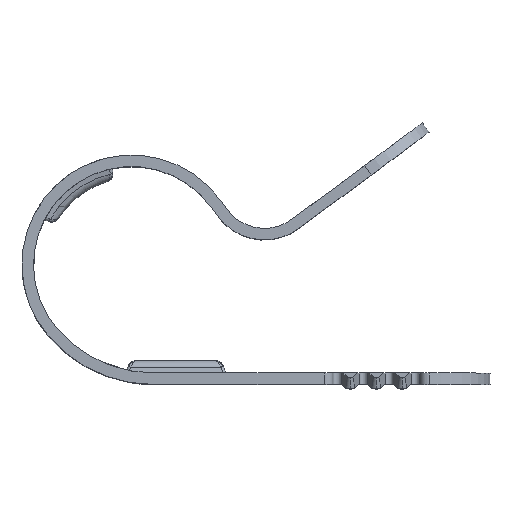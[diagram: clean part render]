
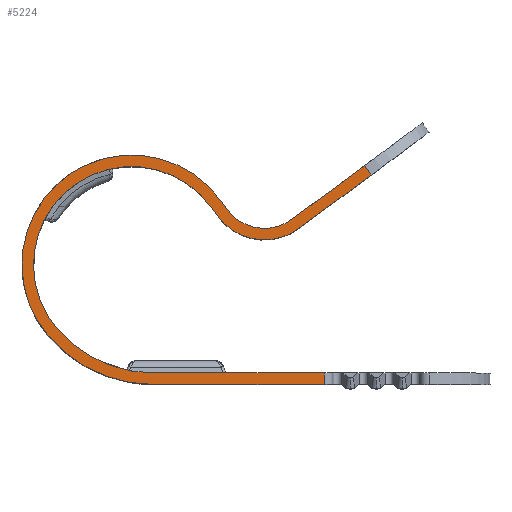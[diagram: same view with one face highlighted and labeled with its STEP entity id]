
A CAD part, top view. The second image highlights one B-rep face of the part: STEP entity #5224.
In plain terms, the highlighted planar face has unit normal (0, 0, 1).
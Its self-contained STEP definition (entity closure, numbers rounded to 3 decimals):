
#214=CIRCLE('',#5581,4.);
#215=CIRCLE('',#5584,9.6);
#218=CIRCLE('',#5588,7.6);
#220=CIRCLE('',#5591,8.8);
#222=CIRCLE('',#5595,6.8);
#228=CIRCLE('',#5606,3.2);
#2125=ORIENTED_EDGE('',*,*,#2909,.F.);
#2126=ORIENTED_EDGE('',*,*,#2914,.T.);
#2127=ORIENTED_EDGE('',*,*,#2917,.T.);
#2128=ORIENTED_EDGE('',*,*,#2906,.F.);
#2129=ORIENTED_EDGE('',*,*,#2894,.T.);
#2130=ORIENTED_EDGE('',*,*,#2888,.T.);
#2131=ORIENTED_EDGE('',*,*,#2865,.T.);
#2132=ORIENTED_EDGE('',*,*,#2708,.F.);
#2133=ORIENTED_EDGE('',*,*,#2881,.F.);
#2134=ORIENTED_EDGE('',*,*,#2898,.F.);
#2135=ORIENTED_EDGE('',*,*,#2903,.F.);
#2136=ORIENTED_EDGE('',*,*,#2899,.T.);
#2137=ORIENTED_EDGE('',*,*,#2887,.T.);
#2138=ORIENTED_EDGE('',*,*,#2919,.T.);
#2708=EDGE_CURVE('',#3282,#3283,#3667,.T.);
#2865=EDGE_CURVE('',#3386,#3283,#3775,.T.);
#2881=EDGE_CURVE('',#3393,#3282,#3789,.T.);
#2887=EDGE_CURVE('',#3395,#3397,#214,.T.);
#2888=EDGE_CURVE('',#3398,#3386,#215,.T.);
#2894=EDGE_CURVE('',#3400,#3398,#218,.T.);
#2898=EDGE_CURVE('',#3403,#3393,#220,.T.);
#2899=EDGE_CURVE('',#3404,#3395,#3798,.T.);
#2903=EDGE_CURVE('',#3404,#3403,#222,.T.);
#2906=EDGE_CURVE('',#3400,#3406,#3803,.T.);
#2909=EDGE_CURVE('',#3410,#3411,#3804,.T.);
#2914=EDGE_CURVE('',#3410,#3414,#3807,.T.);
#2917=EDGE_CURVE('',#3414,#3406,#228,.T.);
#2919=EDGE_CURVE('',#3397,#3411,#3810,.T.);
#3282=VERTEX_POINT('',#12008);
#3283=VERTEX_POINT('',#12010);
#3386=VERTEX_POINT('',#12323);
#3393=VERTEX_POINT('',#12348);
#3395=VERTEX_POINT('',#12357);
#3397=VERTEX_POINT('',#12361);
#3398=VERTEX_POINT('',#12366);
#3400=VERTEX_POINT('',#12373);
#3403=VERTEX_POINT('',#12382);
#3404=VERTEX_POINT('',#12386);
#3406=VERTEX_POINT('',#12395);
#3410=VERTEX_POINT('',#12406);
#3411=VERTEX_POINT('',#12407);
#3414=VERTEX_POINT('',#12415);
#3667=LINE('',#12009,#4062);
#3775=LINE('',#12322,#4170);
#3789=LINE('',#12349,#4184);
#3798=LINE('',#12385,#4193);
#3803=LINE('',#12398,#4198);
#3804=LINE('',#12405,#4199);
#3807=LINE('',#12417,#4202);
#3810=LINE('',#12425,#4205);
#4062=VECTOR('',#6325,1000.);
#4170=VECTOR('',#6637,1000.);
#4184=VECTOR('',#6661,1000.);
#4193=VECTOR('',#6704,1000.);
#4198=VECTOR('',#6717,1000.);
#4199=VECTOR('',#6726,1000.);
#4202=VECTOR('',#6735,1000.);
#4205=VECTOR('',#6748,1000.);
#4508=EDGE_LOOP('',(#2125,#2126,#2127,#2128,#2129,#2130,#2131,#2132,#2133,
#2134,#2135,#2136,#2137,#2138));
#4811=FACE_BOUND('',#4508,.T.);
#4932=PLANE('',#5609);
#5224=ADVANCED_FACE('',(#4811),#4932,.T.);
#5581=AXIS2_PLACEMENT_3D('',#12362,#6675,#6676);
#5584=AXIS2_PLACEMENT_3D('',#12365,#6681,#6682);
#5588=AXIS2_PLACEMENT_3D('',#12376,#6692,#6693);
#5591=AXIS2_PLACEMENT_3D('',#12383,#6700,#6701);
#5595=AXIS2_PLACEMENT_3D('',#12392,#6711,#6712);
#5606=AXIS2_PLACEMENT_3D('',#12421,#6741,#6742);
#5609=AXIS2_PLACEMENT_3D('',#12426,#6749,#6750);
#6325=DIRECTION('',(0.,-1.,0.));
#6637=DIRECTION('',(1.,0.,0.));
#6661=DIRECTION('',(1.,0.,0.));
#6675=DIRECTION('',(0.,0.,1.));
#6676=DIRECTION('',(1.,0.,0.));
#6681=DIRECTION('',(0.,0.,1.));
#6682=DIRECTION('',(1.,0.,0.));
#6692=DIRECTION('',(0.,0.,1.));
#6693=DIRECTION('',(1.,0.,0.));
#6700=DIRECTION('',(0.,0.,1.));
#6701=DIRECTION('',(1.,0.,0.));
#6704=DIRECTION('',(0.595,-0.804,0.));
#6711=DIRECTION('',(0.,0.,1.));
#6712=DIRECTION('',(1.,0.,0.));
#6717=DIRECTION('',(0.595,-0.804,0.));
#6726=DIRECTION('',(0.595,-0.804,0.));
#6735=DIRECTION('',(-0.804,-0.595,0.));
#6741=DIRECTION('',(0.,0.,-1.));
#6742=DIRECTION('',(-1.,0.,0.));
#6748=DIRECTION('',(0.804,0.595,0.));
#6749=DIRECTION('',(0.,0.,1.));
#6750=DIRECTION('',(1.,0.,0.));
#12008=CARTESIAN_POINT('',(30.043,26.329,5.));
#12009=CARTESIAN_POINT('',(30.043,0.,5.));
#12010=CARTESIAN_POINT('',(30.043,25.529,5.));
#12322=CARTESIAN_POINT('',(40.526,25.529,5.));
#12323=CARTESIAN_POINT('',(18.213,25.529,5.));
#12348=CARTESIAN_POINT('',(18.213,26.329,5.));
#12349=CARTESIAN_POINT('',(40.526,26.329,5.));
#12357=CARTESIAN_POINT('',(22.68,37.17,5.));
#12361=CARTESIAN_POINT('',(28.275,36.333,5.));
#12362=CARTESIAN_POINT('',(25.895,39.549,5.));
#12365=CARTESIAN_POINT('',(18.213,35.129,5.));
#12366=CARTESIAN_POINT('',(10.917,28.889,5.));
#12373=CARTESIAN_POINT('',(22.802,38.349,5.));
#12376=CARTESIAN_POINT('',(16.693,33.829,5.));
#12382=CARTESIAN_POINT('',(11.525,29.409,5.));
#12383=CARTESIAN_POINT('',(18.213,35.129,5.));
#12385=CARTESIAN_POINT('',(22.159,37.874,5.));
#12386=CARTESIAN_POINT('',(22.159,37.874,5.));
#12392=CARTESIAN_POINT('',(16.693,33.829,5.));
#12395=CARTESIAN_POINT('',(23.323,37.645,5.));
#12398=CARTESIAN_POINT('',(22.802,38.349,5.));
#12405=CARTESIAN_POINT('',(57.131,7.827,5.));
#12406=CARTESIAN_POINT('',(32.815,40.688,5.));
#12407=CARTESIAN_POINT('',(33.291,40.045,5.));
#12415=CARTESIAN_POINT('',(27.799,36.977,5.));
#12417=CARTESIAN_POINT('',(-1.287,15.454,5.));
#12421=CARTESIAN_POINT('',(25.895,39.549,5.));
#12425=CARTESIAN_POINT('',(-1.287,14.459,5.));
#12426=CARTESIAN_POINT('',(-1.287,7.351,5.));
